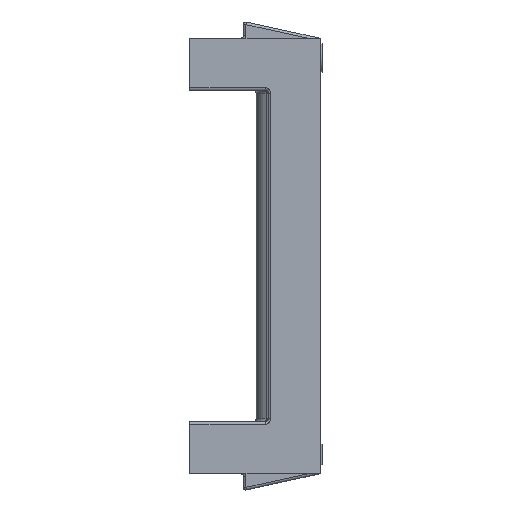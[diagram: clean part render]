
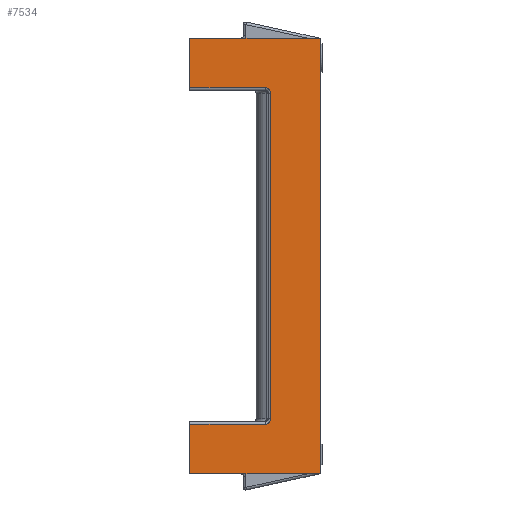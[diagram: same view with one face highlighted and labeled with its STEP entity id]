
A CAD part, left-side view. The second image highlights one B-rep face of the part: STEP entity #7534.
In plain terms, the highlighted planar face has unit normal (-1, 0, 0).
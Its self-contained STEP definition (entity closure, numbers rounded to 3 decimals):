
#738 = CARTESIAN_POINT ( 'NONE',  ( -25., 0., 16.7 ) ) ;
#1310 = LINE ( 'NONE', #4543, #8478 ) ;
#1372 = LINE ( 'NONE', #12293, #13419 ) ;
#2181 = CARTESIAN_POINT ( 'NONE',  ( -25., -6.2, -12.7 ) ) ;
#2271 = CARTESIAN_POINT ( 'NONE',  ( -25., -5.8, 12.5 ) ) ;
#2281 = DIRECTION ( 'NONE',  ( 0., 0., 1. ) ) ;
#2346 = EDGE_CURVE ( 'NONE', #14620, #6789, #16961, .T. ) ;
#2352 = DIRECTION ( 'NONE',  ( -1., 0., 0. ) ) ;
#2443 = VECTOR ( 'NONE', #18755, 1000. ) ;
#2614 = VECTOR ( 'NONE', #5308, 1000. ) ;
#2920 = LINE ( 'NONE', #2181, #2443 ) ;
#2952 = ORIENTED_EDGE ( 'NONE', *, *, #17404, .T. ) ;
#3284 = DIRECTION ( 'NONE',  ( 0., 1., 0. ) ) ;
#3742 = VERTEX_POINT ( 'NONE', #18323 ) ;
#3833 = DIRECTION ( 'NONE',  ( 0., 0., 1. ) ) ;
#4470 = EDGE_CURVE ( 'NONE', #14052, #9910, #2920, .T. ) ;
#4543 = CARTESIAN_POINT ( 'NONE',  ( -25., -10., 16.7 ) ) ;
#4588 = CARTESIAN_POINT ( 'NONE',  ( -25., 0., -12.9 ) ) ;
#5034 = VECTOR ( 'NONE', #9871, 1000. ) ;
#5300 = CARTESIAN_POINT ( 'NONE',  ( -25., -10., 16.7 ) ) ;
#5308 = DIRECTION ( 'NONE',  ( 0., -1., 0. ) ) ;
#5575 = AXIS2_PLACEMENT_3D ( 'NONE', #15088, #6184, #16597 ) ;
#6184 = DIRECTION ( 'NONE',  ( -1., 0., 0. ) ) ;
#6226 = LINE ( 'NONE', #18238, #17664 ) ;
#6649 = ORIENTED_EDGE ( 'NONE', *, *, #9916, .T. ) ;
#6789 = VERTEX_POINT ( 'NONE', #18848 ) ;
#6871 = VECTOR ( 'NONE', #10595, 1000. ) ;
#6905 = CARTESIAN_POINT ( 'NONE',  ( -25., -10., 16.7 ) ) ;
#6929 = CARTESIAN_POINT ( 'NONE',  ( -25., 0., -12.9 ) ) ;
#7068 = EDGE_CURVE ( 'NONE', #16543, #8720, #1372, .T. ) ;
#7504 = EDGE_CURVE ( 'NONE', #16543, #8639, #19524, .T. ) ;
#7534 = ADVANCED_FACE ( 'NONE', ( #16171 ), #8416, .T. ) ;
#7621 = VECTOR ( 'NONE', #2281, 1000. ) ;
#7901 = EDGE_CURVE ( 'NONE', #8720, #13626, #6226, .T. ) ;
#8034 = CARTESIAN_POINT ( 'NONE',  ( -25., -10., 16.7 ) ) ;
#8252 = CARTESIAN_POINT ( 'NONE',  ( -25., 0., 12.9 ) ) ;
#8416 = PLANE ( 'NONE',  #18760 ) ;
#8478 = VECTOR ( 'NONE', #10491, 1000. ) ;
#8639 = VERTEX_POINT ( 'NONE', #8034 ) ;
#8720 = VERTEX_POINT ( 'NONE', #18619 ) ;
#9104 = ORIENTED_EDGE ( 'NONE', *, *, #12523, .F. ) ;
#9296 = ORIENTED_EDGE ( 'NONE', *, *, #4470, .T. ) ;
#9871 = DIRECTION ( 'NONE',  ( 0., 0., 1. ) ) ;
#9910 = VERTEX_POINT ( 'NONE', #18012 ) ;
#9916 = EDGE_CURVE ( 'NONE', #18689, #13626, #16655, .T. ) ;
#10491 = DIRECTION ( 'NONE',  ( 0., 1., 0. ) ) ;
#10595 = DIRECTION ( 'NONE',  ( 0., 1., 0. ) ) ;
#10815 = DIRECTION ( 'NONE',  ( 0., 0., 1. ) ) ;
#11982 = ORIENTED_EDGE ( 'NONE', *, *, #2346, .F. ) ;
#12293 = CARTESIAN_POINT ( 'NONE',  ( -25., -10., -16.7 ) ) ;
#12523 = EDGE_CURVE ( 'NONE', #14052, #3742, #15789, .T. ) ;
#12817 = DIRECTION ( 'NONE',  ( -1., 0., 0. ) ) ;
#12895 = DIRECTION ( 'NONE',  ( 0., 0., 1. ) ) ;
#13419 = VECTOR ( 'NONE', #3284, 1000. ) ;
#13519 = EDGE_CURVE ( 'NONE', #14620, #3742, #15064, .T. ) ;
#13626 = VERTEX_POINT ( 'NONE', #6929 ) ;
#14052 = VERTEX_POINT ( 'NONE', #17065 ) ;
#14161 = ORIENTED_EDGE ( 'NONE', *, *, #13519, .T. ) ;
#14271 = CARTESIAN_POINT ( 'NONE',  ( -25., -10., -16.7 ) ) ;
#14620 = VERTEX_POINT ( 'NONE', #8252 ) ;
#14711 = AXIS2_PLACEMENT_3D ( 'NONE', #2271, #12817, #3833 ) ;
#15064 = LINE ( 'NONE', #15736, #2614 ) ;
#15088 = CARTESIAN_POINT ( 'NONE',  ( -25., -5.8, -12.5 ) ) ;
#15152 = ORIENTED_EDGE ( 'NONE', *, *, #16876, .F. ) ;
#15375 = EDGE_LOOP ( 'NONE', ( #11982, #14161, #9104, #9296, #15152, #6649, #18934, #19441, #18846, #2952 ) ) ;
#15736 = CARTESIAN_POINT ( 'NONE',  ( -25., -6., 12.9 ) ) ;
#15789 = CIRCLE ( 'NONE', #14711, 0.4 ) ;
#16171 = FACE_OUTER_BOUND ( 'NONE', #15375, .T. ) ;
#16390 = CIRCLE ( 'NONE', #5575, 0.4 ) ;
#16543 = VERTEX_POINT ( 'NONE', #14271 ) ;
#16597 = DIRECTION ( 'NONE',  ( 0., 0., 1. ) ) ;
#16655 = LINE ( 'NONE', #4588, #6871 ) ;
#16876 = EDGE_CURVE ( 'NONE', #18689, #9910, #16390, .T. ) ;
#16961 = LINE ( 'NONE', #738, #5034 ) ;
#17006 = CARTESIAN_POINT ( 'NONE',  ( -25., -5.8, -12.9 ) ) ;
#17065 = CARTESIAN_POINT ( 'NONE',  ( -25., -6.2, 12.5 ) ) ;
#17404 = EDGE_CURVE ( 'NONE', #8639, #6789, #1310, .T. ) ;
#17664 = VECTOR ( 'NONE', #10815, 1000. ) ;
#18012 = CARTESIAN_POINT ( 'NONE',  ( -25., -6.2, -12.5 ) ) ;
#18238 = CARTESIAN_POINT ( 'NONE',  ( -25., 0., 16.7 ) ) ;
#18323 = CARTESIAN_POINT ( 'NONE',  ( -25., -5.8, 12.9 ) ) ;
#18619 = CARTESIAN_POINT ( 'NONE',  ( -25., 0., -16.7 ) ) ;
#18689 = VERTEX_POINT ( 'NONE', #17006 ) ;
#18755 = DIRECTION ( 'NONE',  ( 0., 0., -1. ) ) ;
#18760 = AXIS2_PLACEMENT_3D ( 'NONE', #6905, #2352, #12895 ) ;
#18846 = ORIENTED_EDGE ( 'NONE', *, *, #7504, .T. ) ;
#18848 = CARTESIAN_POINT ( 'NONE',  ( -25., 0., 16.7 ) ) ;
#18934 = ORIENTED_EDGE ( 'NONE', *, *, #7901, .F. ) ;
#19441 = ORIENTED_EDGE ( 'NONE', *, *, #7068, .F. ) ;
#19524 = LINE ( 'NONE', #5300, #7621 ) ;
